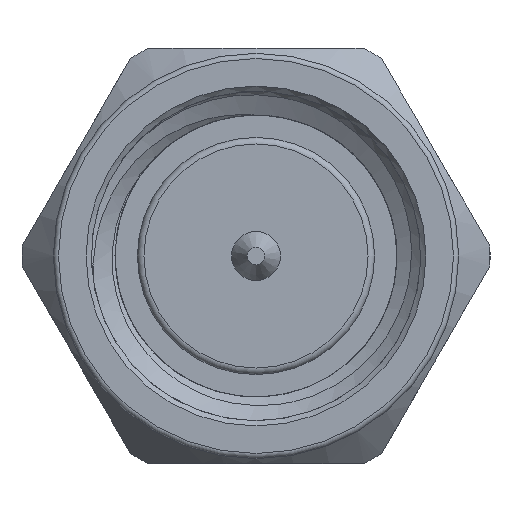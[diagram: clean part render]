
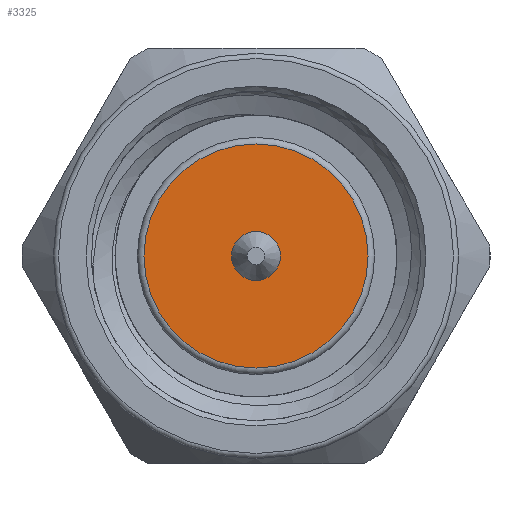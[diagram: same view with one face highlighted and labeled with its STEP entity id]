
A CAD part, left-side view. The second image highlights one B-rep face of the part: STEP entity #3325.
In plain terms, the highlighted planar face has unit normal (-1, 0, 0).
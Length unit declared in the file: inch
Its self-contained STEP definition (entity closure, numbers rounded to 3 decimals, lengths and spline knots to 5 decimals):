
#5 = AXIS2_PLACEMENT_3D ( 'NONE', #2860, #4628, #836 ) ;
#270 = DIRECTION ( 'NONE',  ( -1., 0., 0. ) ) ;
#299 = DIRECTION ( 'NONE',  ( 0., 0., -1. ) ) ;
#477 = EDGE_CURVE ( 'NONE', #3722, #3722, #3992, .T. ) ;
#482 = FACE_OUTER_BOUND ( 'NONE', #2602, .T. ) ;
#609 = AXIS2_PLACEMENT_3D ( 'NONE', #3904, #270, #299 ) ;
#836 = DIRECTION ( 'NONE',  ( 0., 0., -1. ) ) ;
#850 = VERTEX_POINT ( 'NONE', #2772 ) ;
#2030 = DIRECTION ( 'NONE',  ( 0., 1., 0. ) ) ;
#2035 = ORIENTED_EDGE ( 'NONE', *, *, #477, .T. ) ;
#2602 = EDGE_LOOP ( 'NONE', ( #2035 ) ) ;
#2772 = CARTESIAN_POINT ( 'NONE',  ( 0.11, 0., -0.0185 ) ) ;
#2855 = FACE_BOUND ( 'NONE', #3945, .T. ) ;
#2860 = CARTESIAN_POINT ( 'NONE',  ( 0.11, 0., 0. ) ) ;
#3268 = PLANE ( 'NONE',  #4609 ) ;
#3325 = ADVANCED_FACE ( 'NONE', ( #2855, #482 ), #3268, .F. ) ;
#3395 = CARTESIAN_POINT ( 'NONE',  ( 0.11, 0., -0.085 ) ) ;
#3546 = CIRCLE ( 'NONE', #5, 0.0185 ) ;
#3722 = VERTEX_POINT ( 'NONE', #3395 ) ;
#3904 = CARTESIAN_POINT ( 'NONE',  ( 0.11, 0., 0. ) ) ;
#3945 = EDGE_LOOP ( 'NONE', ( #4098 ) ) ;
#3992 = CIRCLE ( 'NONE', #609, 0.085 ) ;
#4098 = ORIENTED_EDGE ( 'NONE', *, *, #5218, .F. ) ;
#4609 = AXIS2_PLACEMENT_3D ( 'NONE', #4917, #4892, #2030 ) ;
#4628 = DIRECTION ( 'NONE',  ( -1., 0., 0. ) ) ;
#4892 = DIRECTION ( 'NONE',  ( 1., 0., 0. ) ) ;
#4917 = CARTESIAN_POINT ( 'NONE',  ( 0.11, 0.125, 0. ) ) ;
#5218 = EDGE_CURVE ( 'NONE', #850, #850, #3546, .T. ) ;
